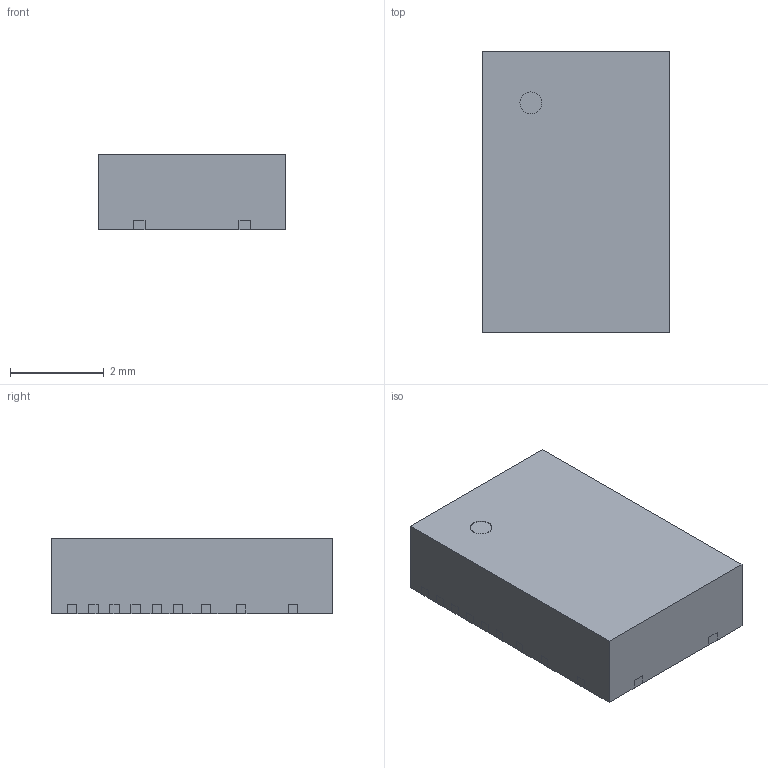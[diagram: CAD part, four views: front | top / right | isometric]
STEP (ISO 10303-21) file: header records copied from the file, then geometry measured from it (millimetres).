
FILE_DESCRIPTION (( 'STEP AP214' ), '1' );
FILE_NAME ('MPM3650CGQW.STEP', '2023-07-20T01:00:55', ( '' ), ( '' ), 'SwSTEP 2.0', 'SolidWorks 2017', '' );
FILE_SCHEMA (( 'AUTOMOTIVE_DESIGN' ));
Length unit declared in the file: millimetre
Products named in the file (1): MPM3650CGQW
Bounding box: 4 x 6 x 1.6 mm (x, y, z)
Volume: 38.4 mm3; surface area: 144.9 mm2
Topology: 12 solids, 12 shells, 1002 faces, 2798 edges, 1863 vertices
Faces by surface type: plane 668, cylinder 334
Entity records: 37656 total; most frequent: CARTESIAN_POINT 5664, ORIENTED_EDGE 5596, DIRECTION 5484, EDGE_CURVE 2798, LINE 2118, VECTOR 2118, VERTEX_POINT 1863, AXIS2_PLACEMENT_3D 1683
